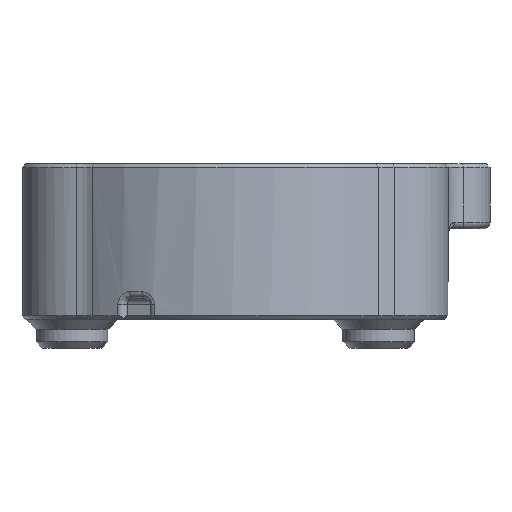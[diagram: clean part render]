
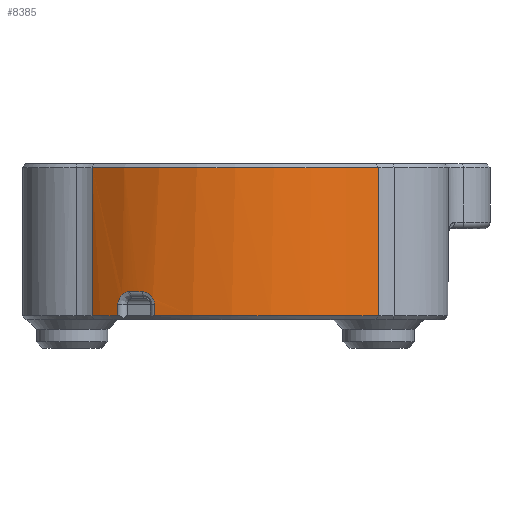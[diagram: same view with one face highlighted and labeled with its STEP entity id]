
A CAD part, left-side view. The second image highlights one B-rep face of the part: STEP entity #8385.
In plain terms, the highlighted cylindrical face has radius 35.44 mm (diameter 70.881 mm), a partial arc.
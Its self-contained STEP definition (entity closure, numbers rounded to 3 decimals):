
#250=CYLINDRICAL_SURFACE('',#8859,35.44);
#560=B_SPLINE_CURVE_WITH_KNOTS('',3,(#13530,#13531,#13532,#13533,#13534),
 .UNSPECIFIED.,.F.,.F.,(4,1,4),(0.,0.136,0.318),
 .UNSPECIFIED.);
#562=B_SPLINE_CURVE_WITH_KNOTS('',3,(#13574,#13575,#13576,#13577,#13578),
 .UNSPECIFIED.,.F.,.F.,(4,1,4),(0.,0.135,0.315),
 .UNSPECIFIED.);
#653=B_SPLINE_CURVE_WITH_KNOTS('',3,(#17220,#17221,#17222,#17223),
 .UNSPECIFIED.,.F.,.F.,(4,4),(-2.34,-0.06),.UNSPECIFIED.);
#655=B_SPLINE_CURVE_WITH_KNOTS('',3,(#17230,#17231,#17232,#17233),
 .UNSPECIFIED.,.F.,.F.,(4,4),(0.06,2.34),.UNSPECIFIED.);
#1280=FACE_OUTER_BOUND('',#1800,.T.);
#1800=EDGE_LOOP('',(#7587,#7588,#7589,#7590,#7591,#7592,#7593,#7594,#7595,
#7596));
#2391=LINE('',#13481,#3100);
#2392=LINE('',#13590,#3101);
#3100=VECTOR('',#9821,10.);
#3101=VECTOR('',#9836,10.);
#3350=CIRCLE('',#8675,35.44);
#3353=CIRCLE('',#8686,35.44);
#3435=CIRCLE('',#8842,35.44);
#3440=CIRCLE('',#8860,35.44);
#4006=VERTEX_POINT('',#13478);
#4007=VERTEX_POINT('',#13480);
#4009=VERTEX_POINT('',#13528);
#4011=VERTEX_POINT('',#13537);
#4013=VERTEX_POINT('',#13572);
#4015=VERTEX_POINT('',#13581);
#4023=VERTEX_POINT('',#13647);
#4189=VERTEX_POINT('',#16507);
#4190=VERTEX_POINT('',#16514);
#4207=VERTEX_POINT('',#17219);
#5023=EDGE_CURVE('',#4006,#4007,#2391,.T.);
#5027=EDGE_CURVE('',#4009,#4006,#560,.T.);
#5029=EDGE_CURVE('',#4011,#4009,#3350,.T.);
#5033=EDGE_CURVE('',#4013,#4011,#562,.T.);
#5035=EDGE_CURVE('',#4015,#4013,#2392,.T.);
#5050=EDGE_CURVE('',#4007,#4023,#3353,.T.);
#5325=EDGE_CURVE('',#4189,#4190,#3435,.T.);
#5369=EDGE_CURVE('',#4190,#4207,#653,.T.);
#5371=EDGE_CURVE('',#4207,#4015,#3440,.T.);
#5372=EDGE_CURVE('',#4023,#4189,#655,.T.);
#7587=ORIENTED_EDGE('',*,*,#5035,.F.);
#7588=ORIENTED_EDGE('',*,*,#5371,.F.);
#7589=ORIENTED_EDGE('',*,*,#5369,.F.);
#7590=ORIENTED_EDGE('',*,*,#5325,.F.);
#7591=ORIENTED_EDGE('',*,*,#5372,.F.);
#7592=ORIENTED_EDGE('',*,*,#5050,.F.);
#7593=ORIENTED_EDGE('',*,*,#5023,.F.);
#7594=ORIENTED_EDGE('',*,*,#5027,.F.);
#7595=ORIENTED_EDGE('',*,*,#5029,.F.);
#7596=ORIENTED_EDGE('',*,*,#5033,.F.);
#8385=ADVANCED_FACE('',(#1280),#250,.T.);
#8675=AXIS2_PLACEMENT_3D('',#13539,#9828,#9829);
#8686=AXIS2_PLACEMENT_3D('',#13648,#9857,#9858);
#8842=AXIS2_PLACEMENT_3D('',#16516,#10290,#10291);
#8859=AXIS2_PLACEMENT_3D('',#17228,#10345,#10346);
#8860=AXIS2_PLACEMENT_3D('',#17229,#10347,#10348);
#9821=DIRECTION('',(0.,0.,-1.));
#9828=DIRECTION('center_axis',(0.,0.,-1.));
#9829=DIRECTION('ref_axis',(-0.904,0.427,0.));
#9836=DIRECTION('',(0.,0.,1.));
#9857=DIRECTION('center_axis',(0.,0.,-1.));
#9858=DIRECTION('ref_axis',(-0.756,0.654,0.));
#10290=DIRECTION('center_axis',(0.,0.,1.));
#10291=DIRECTION('ref_axis',(-0.756,0.654,0.));
#10345=DIRECTION('center_axis',(0.,0.,1.));
#10346=DIRECTION('ref_axis',(-0.756,0.654,0.));
#10347=DIRECTION('center_axis',(0.,0.,-1.));
#10348=DIRECTION('ref_axis',(-0.756,0.654,0.));
#13478=CARTESIAN_POINT('',(-43.893,16.551,11.8));
#13480=CARTESIAN_POINT('',(-43.893,16.551,10.1));
#13481=CARTESIAN_POINT('',(-43.893,16.551,9.5));
#13528=CARTESIAN_POINT('',(-44.911,14.708,13.8));
#13530=CARTESIAN_POINT('Ctrl Pts',(-44.911,14.708,13.8));
#13531=CARTESIAN_POINT('Ctrl Pts',(-44.698,15.123,13.8));
#13532=CARTESIAN_POINT('Ctrl Pts',(-44.175,16.082,13.443));
#13533=CARTESIAN_POINT('Ctrl Pts',(-43.893,16.551,12.405));
#13534=CARTESIAN_POINT('Ctrl Pts',(-43.893,16.551,11.8));
#13537=CARTESIAN_POINT('',(-45.808,12.828,13.8));
#13539=CARTESIAN_POINT('Origin',(-13.391,-1.495,13.8));
#13572=CARTESIAN_POINT('',(-46.588,10.914,11.8));
#13574=CARTESIAN_POINT('Ctrl Pts',(-46.588,10.914,11.8));
#13575=CARTESIAN_POINT('Ctrl Pts',(-46.588,10.914,12.25));
#13576=CARTESIAN_POINT('Ctrl Pts',(-46.459,11.271,13.301));
#13577=CARTESIAN_POINT('Ctrl Pts',(-46.058,12.264,13.8));
#13578=CARTESIAN_POINT('Ctrl Pts',(-45.808,12.828,13.8));
#13581=CARTESIAN_POINT('',(-46.588,10.914,10.1));
#13590=CARTESIAN_POINT('',(-46.588,10.914,9.5));
#13647=CARTESIAN_POINT('',(-41.156,20.531,10.1));
#13648=CARTESIAN_POINT('Origin',(-13.391,-1.495,10.1));
#16507=CARTESIAN_POINT('',(-41.156,20.531,32.9));
#16514=CARTESIAN_POINT('',(-41.147,-23.532,32.9));
#16516=CARTESIAN_POINT('Origin',(-13.391,-1.495,32.9));
#17219=CARTESIAN_POINT('',(-41.147,-23.532,10.1));
#17220=CARTESIAN_POINT('Ctrl Pts',(-41.147,-23.532,
32.9));
#17221=CARTESIAN_POINT('Ctrl Pts',(-41.147,-23.532,
25.3));
#17222=CARTESIAN_POINT('Ctrl Pts',(-41.147,-23.532,
17.7));
#17223=CARTESIAN_POINT('Ctrl Pts',(-41.147,-23.532,
10.1));
#17228=CARTESIAN_POINT('Origin',(-13.391,-1.495,9.5));
#17229=CARTESIAN_POINT('Origin',(-13.391,-1.495,10.1));
#17230=CARTESIAN_POINT('Ctrl Pts',(-41.156,20.531,10.1));
#17231=CARTESIAN_POINT('Ctrl Pts',(-41.156,20.531,17.7));
#17232=CARTESIAN_POINT('Ctrl Pts',(-41.156,20.531,25.3));
#17233=CARTESIAN_POINT('Ctrl Pts',(-41.156,20.531,32.9));
